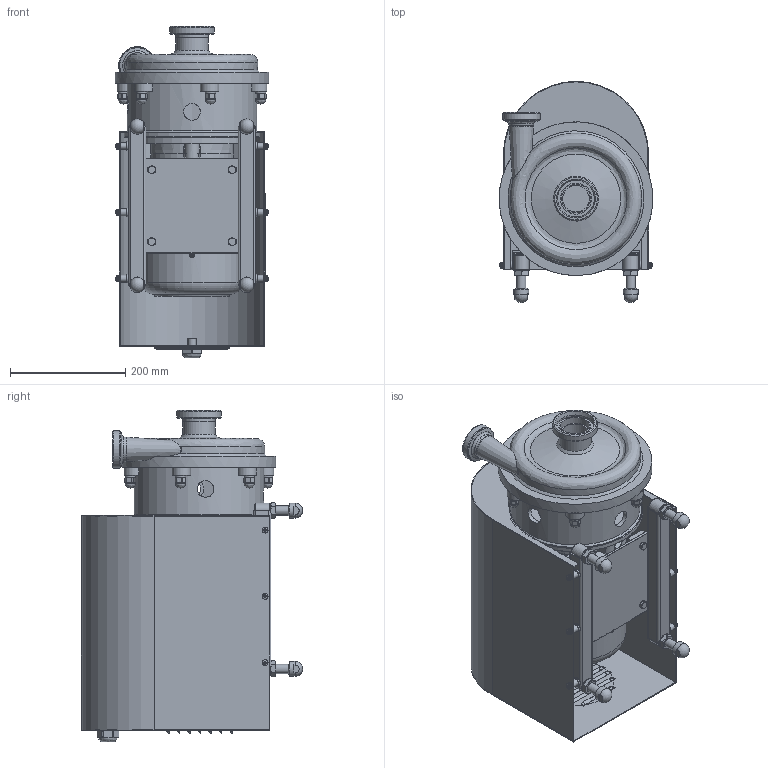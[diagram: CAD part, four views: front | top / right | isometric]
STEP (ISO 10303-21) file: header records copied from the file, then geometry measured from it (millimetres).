
FILE_DESCRIPTION (( 'STEP AP203' ), '1' );
FILE_NAME ('Pompa GH.STEP', '2020-05-14T11:24:49', ( '' ), ( '' ), 'SwSTEP 2.0', 'SolidWorks 2020', '' );
FILE_SCHEMA (( 'CONFIG_CONTROL_DESIGN' ));
Length unit declared in the file: millimetre
Products named in the file (1): Pompa GH
Bounding box: 267 x 383.92 x 575.8 mm (x, y, z)
Surface area: 2618269.2 mm2 (no closed solid volume)
Topology: 0 solids, 96 shells, 1217 faces, 4077 edges, 2830 vertices
Faces by surface type: plane 519, bspline 274, cylinder 230, cone 183, torus 6, sphere 5
Full cylindrical faces by diameter (mm): 8 x4, 10 x12, 12 x6, 14 x5, 15 x6, 16 x8, 18 x6, 21.812 x1, 26 x12, 29 x3, 39 x3, 40 x1, 42 x1, 46 x1, 50 x1, 51.8 x1, 53.8 x1, 54 x1, 56 x2, 63 x1, 63.8 x1, 65 x1, 78 x1, 130.76 x2, 135.293 x1, 146 x1, 176.06 x2, 200 x1, 215.5 x1, 225 x2
Entity records: 86901 total; most frequent: CARTESIAN_POINT 56594, ORIENTED_EDGE 6127, DIRECTION 4953, EDGE_CURVE 3788, VERTEX_POINT 2764, AXIS2_PLACEMENT_3D 1742, EDGE_LOOP 1587, B_SPLINE_CURVE_WITH_KNOTS 1487
